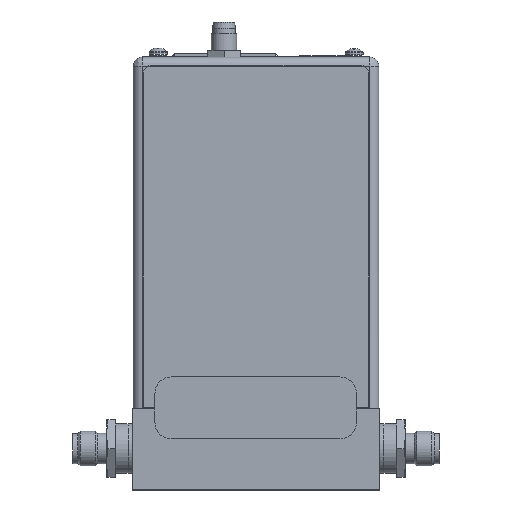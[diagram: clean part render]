
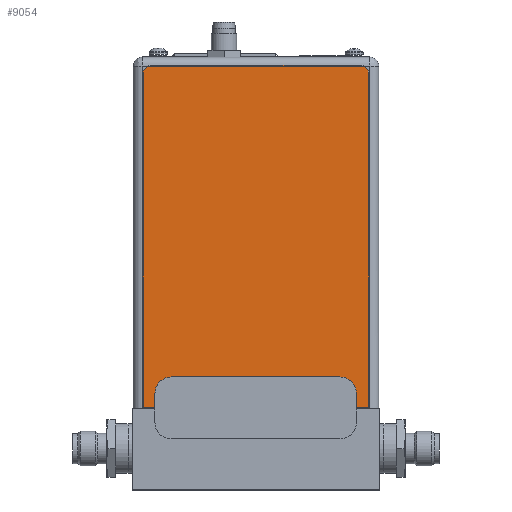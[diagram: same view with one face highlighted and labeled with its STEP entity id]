
A CAD part, top view. The second image highlights one B-rep face of the part: STEP entity #9054.
In plain terms, the highlighted planar face has unit normal (0, 0, 1).
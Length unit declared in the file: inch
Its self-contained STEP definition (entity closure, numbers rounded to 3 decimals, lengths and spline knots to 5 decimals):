
#237 = CIRCLE ( 'NONE', #4621, 0.1 ) ;
#487 = DIRECTION ( 'NONE',  ( -1., 0., 0. ) ) ;
#1051 = ORIENTED_EDGE ( 'NONE', *, *, #3120, .F. ) ;
#1861 = VERTEX_POINT ( 'NONE', #9593 ) ;
#2314 = CARTESIAN_POINT ( 'NONE',  ( 0.20857, 1., 0.719 ) ) ;
#2347 = DIRECTION ( 'NONE',  ( -1., 0., 0. ) ) ;
#2362 = DIRECTION ( 'NONE',  ( 0., 0., -1. ) ) ;
#2375 = CARTESIAN_POINT ( 'NONE',  ( 2.83857, 5.04, 0.719 ) ) ;
#2792 = EDGE_CURVE ( 'NONE', #6177, #3041, #6750, .T. ) ;
#2871 = VERTEX_POINT ( 'NONE', #5660 ) ;
#2885 = VERTEX_POINT ( 'NONE', #5602 ) ;
#3041 = VERTEX_POINT ( 'NONE', #4713 ) ;
#3056 = LINE ( 'NONE', #5067, #4436 ) ;
#3064 = VECTOR ( 'NONE', #9299, 39.37008 ) ;
#3120 = EDGE_CURVE ( 'NONE', #2871, #1861, #4895, .T. ) ;
#3421 = EDGE_CURVE ( 'NONE', #2885, #2871, #237, .T. ) ;
#3445 = ORIENTED_EDGE ( 'NONE', *, *, #2792, .F. ) ;
#3703 = ORIENTED_EDGE ( 'NONE', *, *, #8510, .F. ) ;
#3951 = EDGE_CURVE ( 'NONE', #3041, #2885, #3056, .T. ) ;
#4168 = CARTESIAN_POINT ( 'NONE',  ( 2.93857, 1., 0.719 ) ) ;
#4202 = DIRECTION ( 'NONE',  ( 0., -1., 0. ) ) ;
#4266 = EDGE_LOOP ( 'NONE', ( #1051, #7102, #4278, #3445, #3703, #5048 ) ) ;
#4278 = ORIENTED_EDGE ( 'NONE', *, *, #3951, .F. ) ;
#4328 = DIRECTION ( 'NONE',  ( 1., 0., 0. ) ) ;
#4357 = LINE ( 'NONE', #6294, #6356 ) ;
#4436 = VECTOR ( 'NONE', #4328, 39.37008 ) ;
#4621 = AXIS2_PLACEMENT_3D ( 'NONE', #2375, #2362, #2347 ) ;
#4713 = CARTESIAN_POINT ( 'NONE',  ( 0.30857, 5.14, 0.719 ) ) ;
#4895 = LINE ( 'NONE', #4168, #7089 ) ;
#4997 = AXIS2_PLACEMENT_3D ( 'NONE', #6590, #6575, #6563 ) ;
#5015 = AXIS2_PLACEMENT_3D ( 'NONE', #6920, #6889, #6878 ) ;
#5048 = ORIENTED_EDGE ( 'NONE', *, *, #5490, .F. ) ;
#5067 = CARTESIAN_POINT ( 'NONE',  ( 2.93857, 5.14, 0.719 ) ) ;
#5181 = LINE ( 'NONE', #9287, #3064 ) ;
#5183 = CARTESIAN_POINT ( 'NONE',  ( 0.20857, 5.04, 0.719 ) ) ;
#5490 = EDGE_CURVE ( 'NONE', #1861, #7483, #4357, .T. ) ;
#5602 = CARTESIAN_POINT ( 'NONE',  ( 2.83857, 5.14, 0.719 ) ) ;
#5660 = CARTESIAN_POINT ( 'NONE',  ( 2.93857, 5.04, 0.719 ) ) ;
#6177 = VERTEX_POINT ( 'NONE', #5183 ) ;
#6294 = CARTESIAN_POINT ( 'NONE',  ( 0.20857, 1., 0.719 ) ) ;
#6356 = VECTOR ( 'NONE', #487, 39.37008 ) ;
#6441 = FACE_OUTER_BOUND ( 'NONE', #4266, .T. ) ;
#6563 = DIRECTION ( 'NONE',  ( -1., 0., 0. ) ) ;
#6575 = DIRECTION ( 'NONE',  ( 0., 0., -1. ) ) ;
#6590 = CARTESIAN_POINT ( 'NONE',  ( 0.30857, 5.04, 0.719 ) ) ;
#6750 = CIRCLE ( 'NONE', #4997, 0.1 ) ;
#6878 = DIRECTION ( 'NONE',  ( 1., 0., 0. ) ) ;
#6889 = DIRECTION ( 'NONE',  ( 0., 0., 1. ) ) ;
#6917 = PLANE ( 'NONE',  #5015 ) ;
#6920 = CARTESIAN_POINT ( 'NONE',  ( 0.20857, 1., 0.719 ) ) ;
#7089 = VECTOR ( 'NONE', #4202, 39.37008 ) ;
#7102 = ORIENTED_EDGE ( 'NONE', *, *, #3421, .F. ) ;
#7483 = VERTEX_POINT ( 'NONE', #2314 ) ;
#8510 = EDGE_CURVE ( 'NONE', #7483, #6177, #5181, .T. ) ;
#9054 = ADVANCED_FACE ( 'NONE', ( #6441 ), #6917, .T. ) ;
#9287 = CARTESIAN_POINT ( 'NONE',  ( 0.20857, 5.14, 0.719 ) ) ;
#9299 = DIRECTION ( 'NONE',  ( 0., 1., 0. ) ) ;
#9593 = CARTESIAN_POINT ( 'NONE',  ( 2.93857, 1., 0.719 ) ) ;
